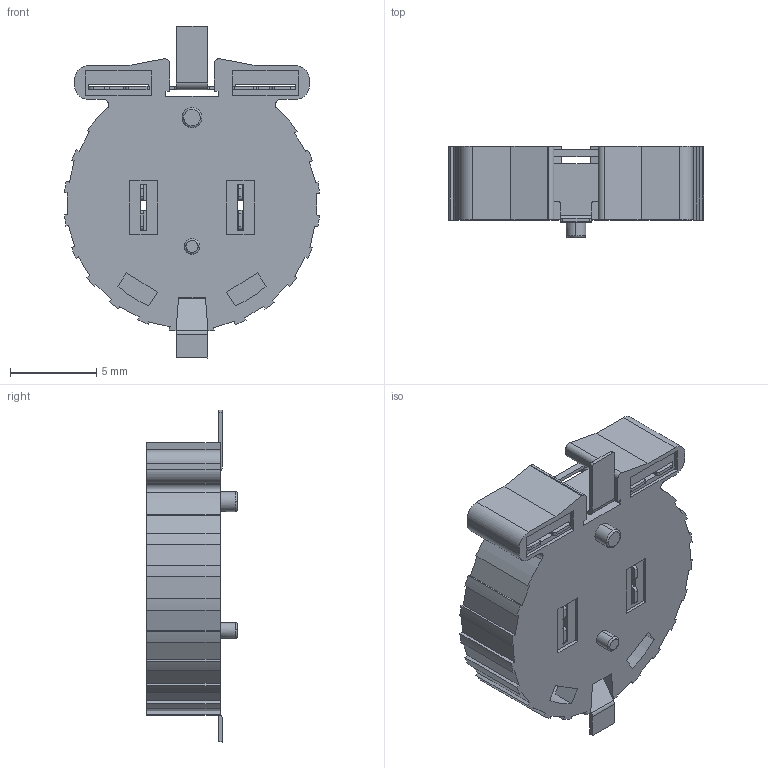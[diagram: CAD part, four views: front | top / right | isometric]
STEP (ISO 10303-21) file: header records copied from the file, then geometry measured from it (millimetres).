
FILE_DESCRIPTION (( 'STEP AP214' ), '1' );
FILE_NAME ('User Library-s8411-45r_asm.STEP', '2013-06-17T13:01:07', ( 'Windows User' ), ( '' ), 'SwSTEP 2.0', 'SolidWorks 2013', '' );
FILE_SCHEMA (( 'AUTOMOTIVE_DESIGN' ));
Length unit declared in the file: millimetre
Products named in the file (4): User Library-s8411-45r_asm_S841-REAR-CONTACT; User Library-s8411-45r_asm_S841-LOWER-CONTACT; User Library-s8411-45r_asm_S841-HOLDER; User Library-s8411-45r_asm
Assembly tree (3 placements, depth 2):
  User Library-s8411-45r_asm
    User Library-s8411-45r_asm_S841-HOLDER
    User Library-s8411-45r_asm_S841-LOWER-CONTACT
    User Library-s8411-45r_asm_S841-REAR-CONTACT
Bounding box: 14.75 x 5.25 x 19.2 mm (x, y, z)
Volume: 358.2 mm3; surface area: 1070 mm2
Topology: 3 solids, 3 shells, 328 faces, 952 edges, 636 vertices
Faces by surface type: plane 235, cylinder 89, bspline 4
Entity records: 14668 total; most frequent: CARTESIAN_POINT 2060, ORIENTED_EDGE 1904, DIRECTION 1794, EDGE_CURVE 952, VECTOR 750, LINE 750, VERTEX_POINT 636, AXIS2_PLACEMENT_3D 522
